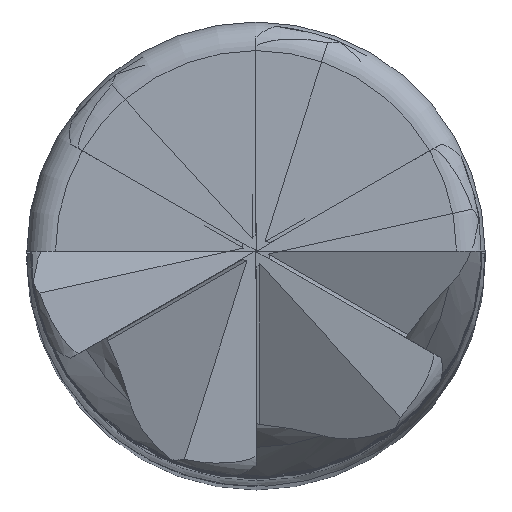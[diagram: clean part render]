
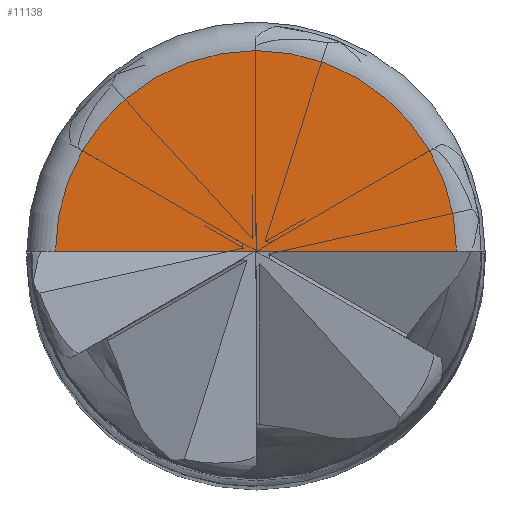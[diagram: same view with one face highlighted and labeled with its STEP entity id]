
A CAD part, top view. The second image highlights one B-rep face of the part: STEP entity #11138.
In plain terms, the highlighted planar face has unit normal (0, 0, 1).
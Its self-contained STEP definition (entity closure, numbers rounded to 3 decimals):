
#11015=DIRECTION('',(-1.,0.,0.));
#11016=VECTOR('',#11015,7.);
#11017=CARTESIAN_POINT('',(3.5,0.,100.));
#11018=LINE('',#11017,#11016);
#11019=CARTESIAN_POINT('',(0.,0.,100.));
#11020=DIRECTION('',(0.,0.,1.));
#11021=DIRECTION('',(1.,0.,0.));
#11022=AXIS2_PLACEMENT_3D('',#11019,#11020,#11021);
#11110=CARTESIAN_POINT('',(3.5,0.,100.));
#11111=CARTESIAN_POINT('',(-3.5,0.,100.));
#11112=VERTEX_POINT('',#11110);
#11113=VERTEX_POINT('',#11111);
#11127=CARTESIAN_POINT('',(0.,0.,100.));
#11128=DIRECTION('',(0.,0.,1.));
#11129=DIRECTION('',(-0.975,-0.222,0.));
#11130=AXIS2_PLACEMENT_3D('',#11127,#11128,#11129);
#11131=PLANE('',#11130);
#11133=ORIENTED_EDGE('',*,*,#11132,.T.);
#11135=ORIENTED_EDGE('',*,*,#11134,.F.);
#11136=EDGE_LOOP('',(#11133,#11135));
#11137=FACE_OUTER_BOUND('',#11136,.F.);
#11023=CIRCLE('',#11022,3.5);
#11132=EDGE_CURVE('',#11112,#11113,#11018,.T.);
#11134=EDGE_CURVE('',#11112,#11113,#11023,.T.);
#11138=ADVANCED_FACE('',(#11137),#11131,.T.);
